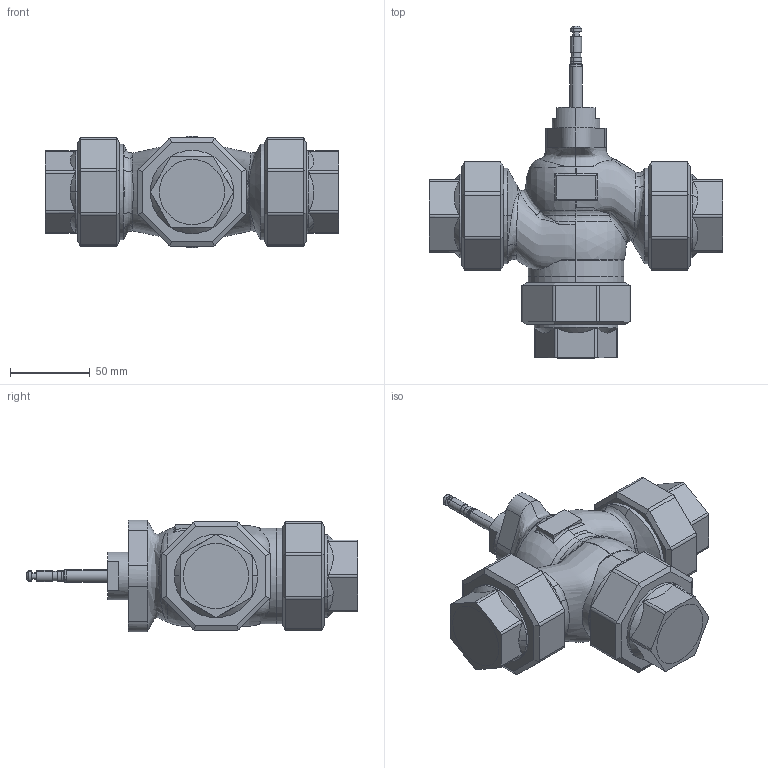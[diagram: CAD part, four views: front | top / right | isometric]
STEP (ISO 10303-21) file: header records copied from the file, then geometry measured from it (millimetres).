
FILE_DESCRIPTION (( 'STEP AP203' ), '1' );
FILE_NAME ('316RA_DN32_DEF.STEP', '2012-02-14T08:59:35', ( 'test' ), ( '' ), 'SwSTEP 2.0', 'SolidWorks 2011', '' );
FILE_SCHEMA (( 'CONFIG_CONTROL_DESIGN' ));
Products named in the file (1): 316RA_DN32_DEF
Bounding box: 184.1 x 208.24 x 70.21 mm (x, y, z)
Volume: 675427.9 mm3; surface area: 83969.5 mm2
Topology: 1 solids, 6 shells, 312 faces, 821 edges, 530 vertices
Faces by surface type: plane 138, cylinder 88, bspline 33, cone 26, torus 18, sphere 9
Entity records: 136130 total; most frequent: CARTESIAN_POINT 128982, ORIENTED_EDGE 1634, DIRECTION 1294, EDGE_CURVE 817, VERTEX_POINT 530, AXIS2_PLACEMENT_3D 478, VECTOR 338, LINE 338
